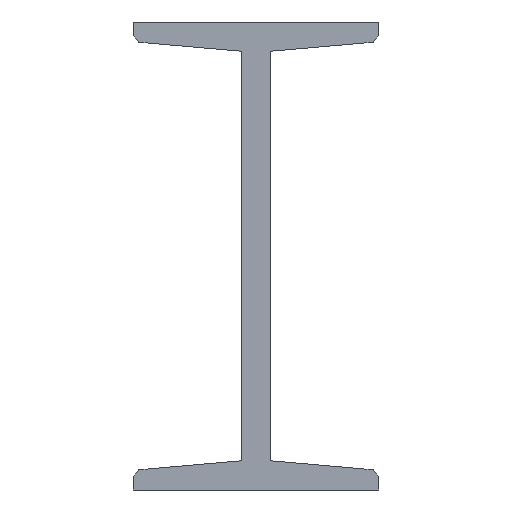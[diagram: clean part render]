
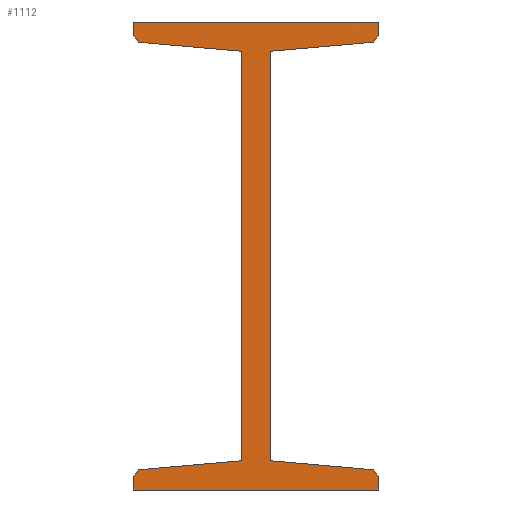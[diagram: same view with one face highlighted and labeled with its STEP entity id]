
A CAD part, front view. The second image highlights one B-rep face of the part: STEP entity #1112.
In plain terms, the highlighted planar face has unit normal (0, -1, 0).
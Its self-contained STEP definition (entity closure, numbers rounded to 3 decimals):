
#1=DIRECTION('',(0.,0.,1.));
#2=VECTOR('',#1,2.381);
#3=CARTESIAN_POINT('',(-21.,0.,-40.));
#4=LINE('',#3,#2);
#5=DIRECTION('',(0.996,0.,0.087));
#6=VECTOR('',#5,17.571);
#7=CARTESIAN_POINT('',(-20.004,0.,-36.531));
#8=LINE('',#7,#6);
#9=DIRECTION('',(0.,0.,1.));
#10=VECTOR('',#9,70.);
#11=CARTESIAN_POINT('',(-2.5,0.,-35.));
#12=LINE('',#11,#10);
#13=DIRECTION('',(-0.996,0.,0.087));
#14=VECTOR('',#13,17.571);
#15=CARTESIAN_POINT('',(-2.5,0.,35.));
#16=LINE('',#15,#14);
#17=DIRECTION('',(0.,0.,1.));
#18=VECTOR('',#17,2.381);
#19=CARTESIAN_POINT('',(-21.,0.,37.619));
#20=LINE('',#19,#18);
#21=DIRECTION('',(1.,0.,0.));
#22=VECTOR('',#21,42.);
#23=CARTESIAN_POINT('',(-21.,0.,40.));
#24=LINE('',#23,#22);
#25=DIRECTION('',(0.,0.,-1.));
#26=VECTOR('',#25,2.381);
#27=CARTESIAN_POINT('',(21.,0.,40.));
#28=LINE('',#27,#26);
#29=DIRECTION('',(-0.996,0.,-0.087));
#30=VECTOR('',#29,17.571);
#31=CARTESIAN_POINT('',(20.004,0.,36.531));
#32=LINE('',#31,#30);
#33=DIRECTION('',(0.,0.,-1.));
#34=VECTOR('',#33,70.);
#35=CARTESIAN_POINT('',(2.5,0.,35.));
#36=LINE('',#35,#34);
#37=DIRECTION('',(0.996,0.,-0.087));
#38=VECTOR('',#37,17.571);
#39=CARTESIAN_POINT('',(2.5,0.,-35.));
#40=LINE('',#39,#38);
#41=DIRECTION('',(0.,0.,-1.));
#42=VECTOR('',#41,2.381);
#43=CARTESIAN_POINT('',(21.,0.,-37.619));
#44=LINE('',#43,#42);
#45=DIRECTION('',(-1.,0.,0.));
#46=VECTOR('',#45,42.);
#47=CARTESIAN_POINT('',(21.,0.,-40.));
#48=LINE('',#47,#46);
#61=DIRECTION('',(-0.676,0.,0.737));
#62=VECTOR('',#61,1.475);
#63=CARTESIAN_POINT('',(21.,0.,-37.619));
#64=LINE('',#63,#62);
#301=DIRECTION('',(0.676,0.,0.737));
#302=VECTOR('',#301,1.475);
#303=CARTESIAN_POINT('',(20.004,0.,36.531));
#304=LINE('',#303,#302);
#325=DIRECTION('',(0.676,0.,-0.737));
#326=VECTOR('',#325,1.475);
#327=CARTESIAN_POINT('',(-21.,0.,37.619));
#328=LINE('',#327,#326);
#565=DIRECTION('',(-0.676,0.,-0.737));
#566=VECTOR('',#565,1.475);
#567=CARTESIAN_POINT('',(-20.004,0.,-36.531));
#568=LINE('',#567,#566);
#817=CARTESIAN_POINT('',(-21.,0.,40.));
#818=CARTESIAN_POINT('',(21.,0.,40.));
#819=VERTEX_POINT('',#817);
#820=VERTEX_POINT('',#818);
#821=CARTESIAN_POINT('',(21.,0.,-40.));
#822=CARTESIAN_POINT('',(-21.,0.,-40.));
#823=VERTEX_POINT('',#821);
#824=VERTEX_POINT('',#822);
#833=CARTESIAN_POINT('',(2.5,0.,-35.));
#835=VERTEX_POINT('',#833);
#837=CARTESIAN_POINT('',(-2.5,0.,-35.));
#839=VERTEX_POINT('',#837);
#841=CARTESIAN_POINT('',(2.5,0.,35.));
#843=VERTEX_POINT('',#841);
#845=CARTESIAN_POINT('',(-2.5,0.,35.));
#847=VERTEX_POINT('',#845);
#849=CARTESIAN_POINT('',(20.004,0.,36.531));
#851=VERTEX_POINT('',#849);
#853=CARTESIAN_POINT('',(21.,0.,37.619));
#855=VERTEX_POINT('',#853);
#857=CARTESIAN_POINT('',(-21.,0.,37.619));
#859=VERTEX_POINT('',#857);
#861=CARTESIAN_POINT('',(-20.004,0.,36.531));
#863=VERTEX_POINT('',#861);
#865=CARTESIAN_POINT('',(21.,0.,-37.619));
#867=VERTEX_POINT('',#865);
#869=CARTESIAN_POINT('',(20.004,0.,-36.531));
#871=VERTEX_POINT('',#869);
#873=CARTESIAN_POINT('',(-20.004,0.,-36.531));
#875=VERTEX_POINT('',#873);
#877=CARTESIAN_POINT('',(-21.,0.,-37.619));
#879=VERTEX_POINT('',#877);
#1073=CARTESIAN_POINT('',(0.,0.,0.));
#1074=DIRECTION('',(0.,1.,0.));
#1075=DIRECTION('',(1.,0.,0.));
#1076=AXIS2_PLACEMENT_3D('',#1073,#1074,#1075);
#1077=PLANE('',#1076);
#1079=ORIENTED_EDGE('',*,*,#1078,.T.);
#1081=ORIENTED_EDGE('',*,*,#1080,.F.);
#1083=ORIENTED_EDGE('',*,*,#1082,.T.);
#1085=ORIENTED_EDGE('',*,*,#1084,.T.);
#1087=ORIENTED_EDGE('',*,*,#1086,.T.);
#1089=ORIENTED_EDGE('',*,*,#1088,.F.);
#1091=ORIENTED_EDGE('',*,*,#1090,.T.);
#1093=ORIENTED_EDGE('',*,*,#1092,.T.);
#1095=ORIENTED_EDGE('',*,*,#1094,.T.);
#1097=ORIENTED_EDGE('',*,*,#1096,.F.);
#1099=ORIENTED_EDGE('',*,*,#1098,.T.);
#1101=ORIENTED_EDGE('',*,*,#1100,.T.);
#1103=ORIENTED_EDGE('',*,*,#1102,.T.);
#1105=ORIENTED_EDGE('',*,*,#1104,.F.);
#1107=ORIENTED_EDGE('',*,*,#1106,.T.);
#1109=ORIENTED_EDGE('',*,*,#1108,.T.);
#1110=EDGE_LOOP('',(#1079,#1081,#1083,#1085,#1087,#1089,#1091,#1093,#1095,#1097,
#1099,#1101,#1103,#1105,#1107,#1109));
#1111=FACE_OUTER_BOUND('',#1110,.F.);
#1112=ADVANCED_FACE('',(#1111),#1077,.F.);
#1078=EDGE_CURVE('',#824,#879,#4,.T.);
#1080=EDGE_CURVE('',#875,#879,#568,.T.);
#1082=EDGE_CURVE('',#875,#839,#8,.T.);
#1084=EDGE_CURVE('',#839,#847,#12,.T.);
#1086=EDGE_CURVE('',#847,#863,#16,.T.);
#1088=EDGE_CURVE('',#859,#863,#328,.T.);
#1090=EDGE_CURVE('',#859,#819,#20,.T.);
#1092=EDGE_CURVE('',#819,#820,#24,.T.);
#1094=EDGE_CURVE('',#820,#855,#28,.T.);
#1096=EDGE_CURVE('',#851,#855,#304,.T.);
#1098=EDGE_CURVE('',#851,#843,#32,.T.);
#1100=EDGE_CURVE('',#843,#835,#36,.T.);
#1102=EDGE_CURVE('',#835,#871,#40,.T.);
#1104=EDGE_CURVE('',#867,#871,#64,.T.);
#1106=EDGE_CURVE('',#867,#823,#44,.T.);
#1108=EDGE_CURVE('',#823,#824,#48,.T.);
